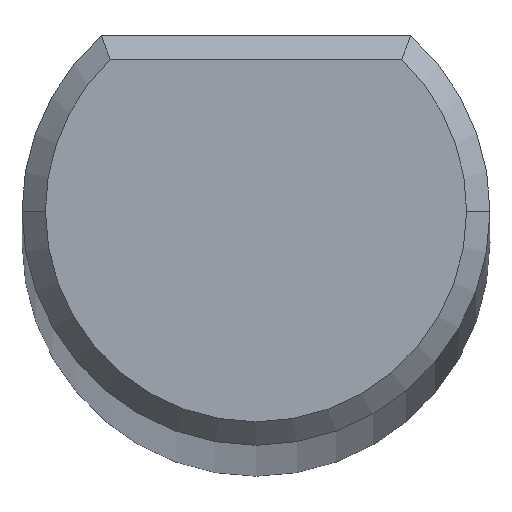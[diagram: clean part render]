
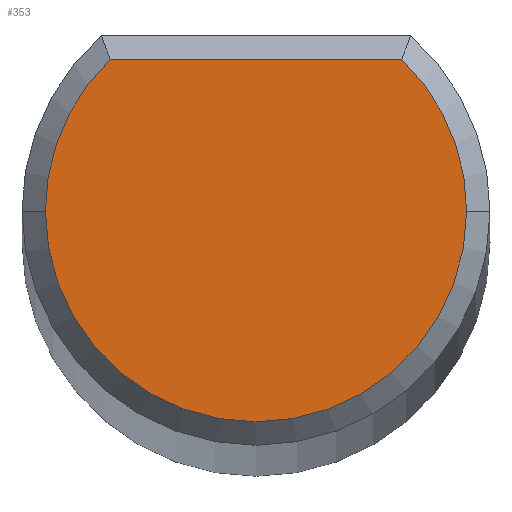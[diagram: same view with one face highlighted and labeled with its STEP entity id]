
A CAD part, top view. The second image highlights one B-rep face of the part: STEP entity #353.
In plain terms, the highlighted planar face has unit normal (0, 0, 1).
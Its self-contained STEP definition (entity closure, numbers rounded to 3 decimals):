
#1 = ORIENTED_EDGE ( 'NONE', *, *, #258, .F. ) ;
#3 = VERTEX_POINT ( 'NONE', #41 ) ;
#9 = ORIENTED_EDGE ( 'NONE', *, *, #251, .F. ) ;
#29 = DIRECTION ( 'NONE',  ( -1., 0., 0. ) ) ;
#41 = CARTESIAN_POINT ( 'NONE',  ( -1.245, 1.3, 152. ) ) ;
#64 = EDGE_LOOP ( 'NONE', ( #1, #390, #301, #9 ) ) ;
#71 = DIRECTION ( 'NONE',  ( -1., 0., 0. ) ) ;
#75 = DIRECTION ( 'NONE',  ( 0., 0., -1. ) ) ;
#81 = AXIS2_PLACEMENT_3D ( 'NONE', #292, #407, #116 ) ;
#97 = VERTEX_POINT ( 'NONE', #277 ) ;
#116 = DIRECTION ( 'NONE',  ( 1., 0., 0. ) ) ;
#122 = PLANE ( 'NONE',  #81 ) ;
#140 = EDGE_CURVE ( 'NONE', #286, #3, #154, .T. ) ;
#154 = LINE ( 'NONE', #189, #332 ) ;
#156 = FACE_OUTER_BOUND ( 'NONE', #64, .T. ) ;
#166 = CIRCLE ( 'NONE', #401, 1.8 ) ;
#189 = CARTESIAN_POINT ( 'NONE',  ( 0., 1.3, 152. ) ) ;
#209 = DIRECTION ( 'NONE',  ( 0., 0., -1. ) ) ;
#228 = EDGE_CURVE ( 'NONE', #97, #3, #282, .T. ) ;
#243 = DIRECTION ( 'NONE',  ( -1., 0., 0. ) ) ;
#251 = EDGE_CURVE ( 'NONE', #298, #97, #294, .T. ) ;
#256 = CARTESIAN_POINT ( 'NONE',  ( 1.8, 0., 152. ) ) ;
#258 = EDGE_CURVE ( 'NONE', #286, #298, #166, .T. ) ;
#259 = CARTESIAN_POINT ( 'NONE',  ( 1.245, 1.3, 152. ) ) ;
#273 = AXIS2_PLACEMENT_3D ( 'NONE', #276, #280, #243 ) ;
#276 = CARTESIAN_POINT ( 'NONE',  ( 0., 0., 152. ) ) ;
#277 = CARTESIAN_POINT ( 'NONE',  ( -1.8, 0., 152. ) ) ;
#280 = DIRECTION ( 'NONE',  ( 0., 0., -1. ) ) ;
#282 = CIRCLE ( 'NONE', #307, 1.8 ) ;
#286 = VERTEX_POINT ( 'NONE', #259 ) ;
#292 = CARTESIAN_POINT ( 'NONE',  ( 0., 0., 152. ) ) ;
#294 = CIRCLE ( 'NONE', #273, 1.8 ) ;
#298 = VERTEX_POINT ( 'NONE', #256 ) ;
#301 = ORIENTED_EDGE ( 'NONE', *, *, #228, .F. ) ;
#307 = AXIS2_PLACEMENT_3D ( 'NONE', #310, #75, #311 ) ;
#310 = CARTESIAN_POINT ( 'NONE',  ( 0., 0., 152. ) ) ;
#311 = DIRECTION ( 'NONE',  ( -1., 0., 0. ) ) ;
#332 = VECTOR ( 'NONE', #29, 1000. ) ;
#353 = ADVANCED_FACE ( 'NONE', ( #156 ), #122, .T. ) ;
#370 = CARTESIAN_POINT ( 'NONE',  ( 0., 0., 152. ) ) ;
#390 = ORIENTED_EDGE ( 'NONE', *, *, #140, .T. ) ;
#401 = AXIS2_PLACEMENT_3D ( 'NONE', #370, #209, #71 ) ;
#407 = DIRECTION ( 'NONE',  ( 0., 0., 1. ) ) ;
